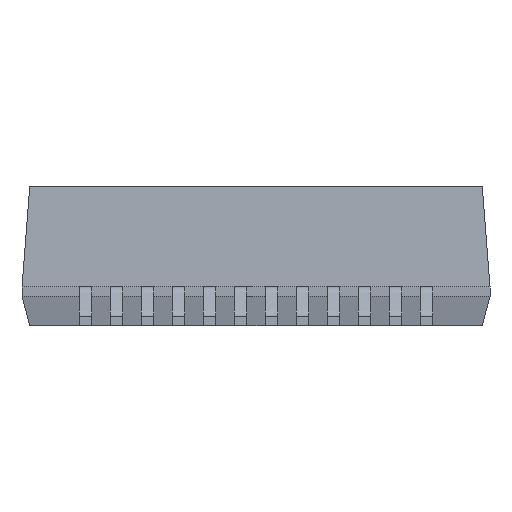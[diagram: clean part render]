
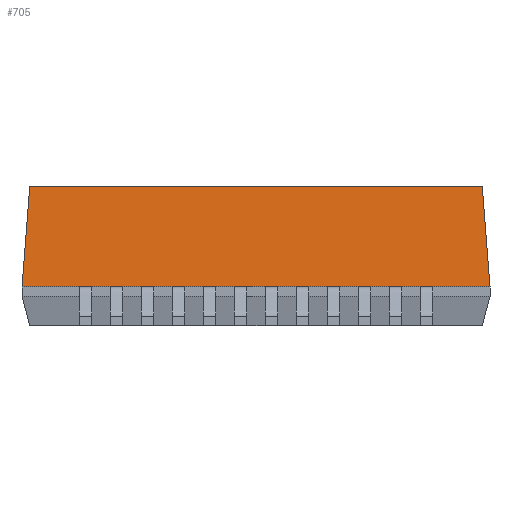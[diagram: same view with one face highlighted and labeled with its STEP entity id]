
A CAD part, front view. The second image highlights one B-rep face of the part: STEP entity #705.
In plain terms, the highlighted planar face has unit normal (0, -0.997, 0.077).
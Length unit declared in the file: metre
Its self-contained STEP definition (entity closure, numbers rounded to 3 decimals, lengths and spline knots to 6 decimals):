
#705=ADVANCED_FACE('0:28713',(#1642),#1643,.T.);
#1642=FACE_OUTER_BOUND('',#2852,.T.);
#1643=PLANE('',#2853);
#2852=EDGE_LOOP('',(#7708,#7709,#7710,#7711));
#2853=AXIS2_PLACEMENT_3D('',#7712,#7713,#7714);
#7708=ORIENTED_EDGE('',*,*,#10333,.F.);
#7709=ORIENTED_EDGE('',*,*,#10328,.T.);
#7710=ORIENTED_EDGE('',*,*,#10064,.T.);
#7711=ORIENTED_EDGE('',*,*,#10334,.F.);
#7712=CARTESIAN_POINT('',(-0.002831,-0.0033,0.0045));
#7713=DIRECTION('',(-0.0,-0.997,0.077));
#7714=DIRECTION('',(-1.0,0.0,-0.0));
#10064=EDGE_CURVE('0:232',#11457,#11455,#11458,.F.);
#10328=EDGE_CURVE('0:28726',#11836,#11457,#11840,.F.);
#10333=EDGE_CURVE('0:28719',#11836,#11846,#11847,.F.);
#10334=EDGE_CURVE('0:422',#11846,#11455,#11848,.T.);
#11455=VERTEX_POINT('',#13640);
#11457=VERTEX_POINT('',#13643);
#11458=LINE('',#13644,#13645);
#11836=VERTEX_POINT('',#14497);
#11840=LINE('',#14503,#14504);
#11846=VERTEX_POINT('',#14512);
#11847=LINE('',#14513,#14514);
#11848=LINE('',#14515,#14516);
#13640=CARTESIAN_POINT('',(-0.0073,-0.0033,0.0045));
#13643=CARTESIAN_POINT('',(0.0073,-0.0033,0.0045));
#13644=CARTESIAN_POINT('',(-0.005066,-0.0033,0.0045));
#13645=VECTOR('',#16647,1.0);
#14497=CARTESIAN_POINT('',(0.00755,-0.00355,0.00125));
#14503=CARTESIAN_POINT('',(0.007266,-0.003266,0.004948));
#14504=VECTOR('',#16772,1.0);
#14512=CARTESIAN_POINT('',(-0.00755,-0.00355,0.00125));
#14513=CARTESIAN_POINT('',(-0.001416,-0.00355,0.00125));
#14514=VECTOR('',#16775,1.0);
#14515=CARTESIAN_POINT('',(-0.00728,-0.00328,0.004764));
#14516=VECTOR('',#16776,1.0);
#16647=DIRECTION('',(1.0,0.0,0.0));
#16772=DIRECTION('',(0.076,-0.076,-0.994));
#16775=DIRECTION('',(1.0,0.0,0.0));
#16776=DIRECTION('',(0.076,0.076,0.994));
